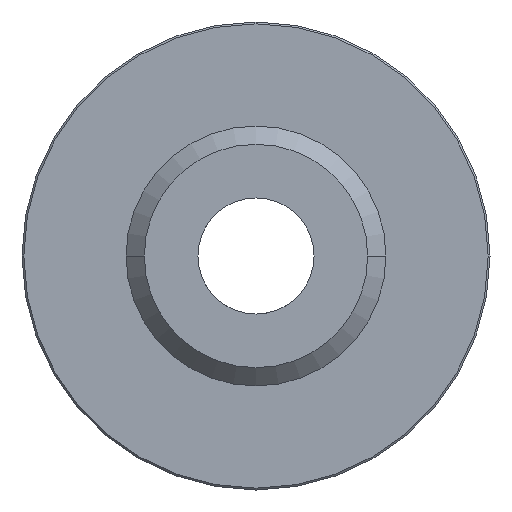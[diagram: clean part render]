
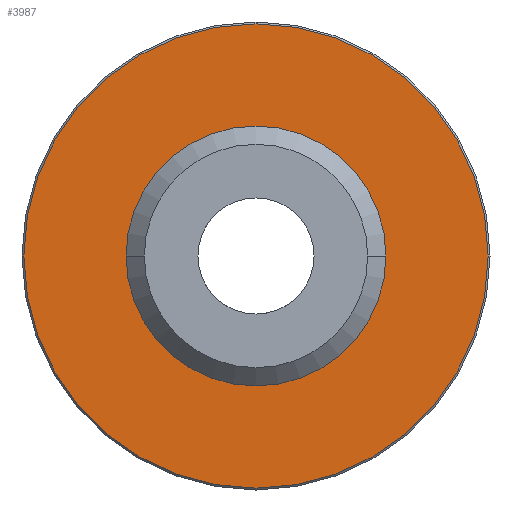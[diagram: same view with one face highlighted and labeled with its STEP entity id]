
A CAD part, front view. The second image highlights one B-rep face of the part: STEP entity #3987.
In plain terms, the highlighted planar face has unit normal (0, -1, 0).
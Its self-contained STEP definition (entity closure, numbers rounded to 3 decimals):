
#1112=CARTESIAN_POINT('',(0.,-7.5,0.));
#1113=DIRECTION('',(0.,-1.,0.));
#1114=DIRECTION('',(-1.,0.,0.));
#1115=AXIS2_PLACEMENT_3D('',#1112,#1113,#1114);
#1117=CARTESIAN_POINT('',(0.,-7.5,0.));
#1118=DIRECTION('',(0.,-1.,0.));
#1119=DIRECTION('',(1.,0.,0.));
#1120=AXIS2_PLACEMENT_3D('',#1117,#1118,#1119);
#1122=CARTESIAN_POINT('',(0.,-7.5,0.));
#1123=DIRECTION('',(0.,1.,0.));
#1124=DIRECTION('',(-1.,0.,0.));
#1125=AXIS2_PLACEMENT_3D('',#1122,#1123,#1124);
#1127=CARTESIAN_POINT('',(0.,-7.5,0.));
#1128=DIRECTION('',(0.,1.,0.));
#1129=DIRECTION('',(1.,0.,0.));
#1130=AXIS2_PLACEMENT_3D('',#1127,#1128,#1129);
#3257=CARTESIAN_POINT('',(7.11,-7.5,0.));
#3259=VERTEX_POINT('',#3257);
#3261=CARTESIAN_POINT('',(-7.11,-7.5,0.));
#3263=VERTEX_POINT('',#3261);
#3292=CARTESIAN_POINT('',(12.7,-7.5,0.));
#3293=VERTEX_POINT('',#3292);
#3294=CARTESIAN_POINT('',(-12.7,-7.5,0.));
#3295=VERTEX_POINT('',#3294);
#3971=CARTESIAN_POINT('',(0.,-7.5,0.));
#3972=DIRECTION('',(0.,1.,0.));
#3973=DIRECTION('',(-1.,0.,0.));
#3974=AXIS2_PLACEMENT_3D('',#3971,#3972,#3973);
#3975=PLANE('',#3974);
#3977=ORIENTED_EDGE('',*,*,#3976,.F.);
#3979=ORIENTED_EDGE('',*,*,#3978,.F.);
#3980=EDGE_LOOP('',(#3977,#3979));
#3981=FACE_OUTER_BOUND('',#3980,.F.);
#3982=ORIENTED_EDGE('',*,*,#3961,.F.);
#3984=ORIENTED_EDGE('',*,*,#3983,.F.);
#3985=EDGE_LOOP('',(#3982,#3984));
#3986=FACE_BOUND('',#3985,.F.);
#3987=ADVANCED_FACE('',(#3981,#3986),#3975,.F.);
#1116=CIRCLE('',#1115,12.7);
#1121=CIRCLE('',#1120,12.7);
#1126=CIRCLE('',#1125,7.11);
#1131=CIRCLE('',#1130,7.11);
#3961=EDGE_CURVE('',#3263,#3259,#1126,.T.);
#3976=EDGE_CURVE('',#3295,#3293,#1116,.T.);
#3978=EDGE_CURVE('',#3293,#3295,#1121,.T.);
#3983=EDGE_CURVE('',#3259,#3263,#1131,.T.);
